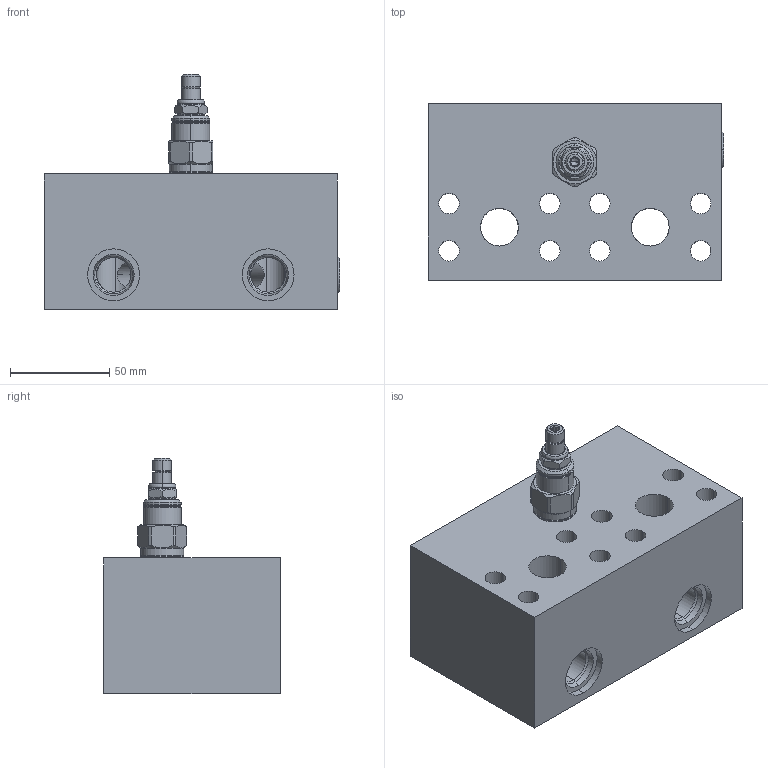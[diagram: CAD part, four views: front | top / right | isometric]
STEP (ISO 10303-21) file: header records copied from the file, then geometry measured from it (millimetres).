
FILE_DESCRIPTION((''),'2;1');
FILE_NAME('XRDDLANA3_ASM','2021-02-18T',('ProEService'),(''),'PRO/ENGINEER BY PARAMETRIC TECHNOLOGY CORPORATION, 2014200','PRO/ENGINEER BY PARAMETRIC TECHNOLOGY CORPORATION, 2014200','');
FILE_SCHEMA(('CONFIG_CONTROL_DESIGN'));
Length unit declared in the file: inch
Products named in the file (6): 152-716-001; RPECLAN; DSCHXHN; 500-001-214; A330-006-008; XRDDLANA3_ASM
Assembly tree (5 placements, depth 2):
  XRDDLANA3_ASM
    152-716-001
    RPECLAN
    DSCHXHN
    500-001-214
    A330-006-008
Bounding box: 148.82 x 88.9 x 118.39 mm (x, y, z)
Volume: 774742.2 mm3; surface area: 120449.3 mm2
Topology: 9 solids, 11 shells, 838 faces, 2317 edges, 1728 vertices
Faces by surface type: cylinder 388, cone 155, plane 148, torus 125, revolution 22
Entity records: 32234 total; most frequent: CARTESIAN_POINT 10623, DIRECTION 4773, ORIENTED_EDGE 3874, EDGE_CURVE 1937, AXIS2_PLACEMENT_3D 1894, VERTEX_POINT 1200, CIRCLE 1059, EDGE_LOOP 1013
